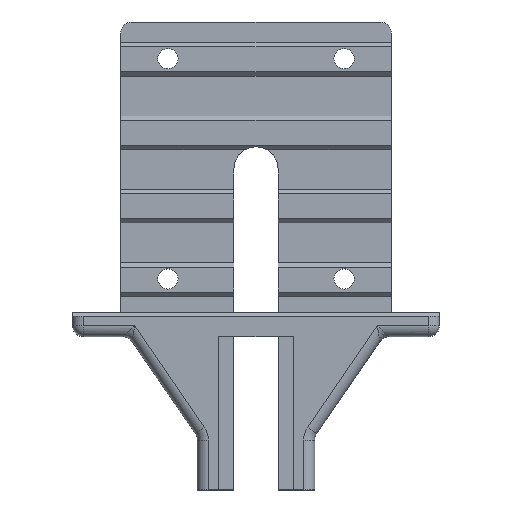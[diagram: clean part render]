
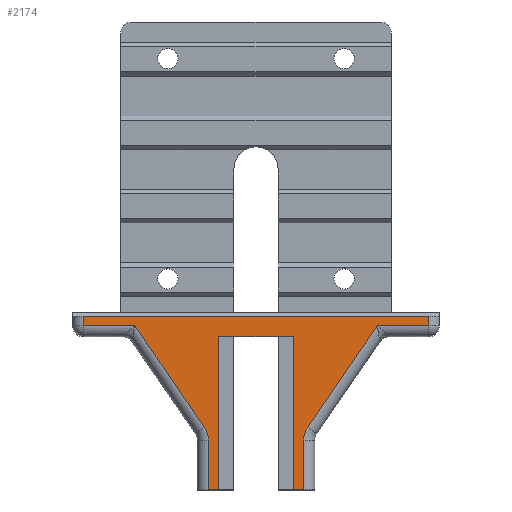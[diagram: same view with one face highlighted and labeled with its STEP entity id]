
A CAD part, top view. The second image highlights one B-rep face of the part: STEP entity #2174.
In plain terms, the highlighted planar face has unit normal (0, 0, 1).
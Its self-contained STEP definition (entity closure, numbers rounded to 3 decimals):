
#186=FACE_OUTER_BOUND('',#314,.T.);
#314=EDGE_LOOP('',(#1892,#1893,#1894,#1895,#1896,#1897,#1898,#1899,#1900,
#1901,#1902,#1903,#1904,#1905,#1906,#1907));
#420=CIRCLE('',#2346,6.);
#429=CIRCLE('',#2362,6.);
#508=LINE('',#3237,#719);
#514=LINE('',#3251,#725);
#536=LINE('',#3303,#747);
#569=LINE('',#3449,#780);
#584=LINE('',#3553,#795);
#586=LINE('',#3560,#797);
#595=LINE('',#3712,#806);
#597=LINE('',#3719,#808);
#603=LINE('',#3743,#814);
#609=LINE('',#3788,#820);
#612=LINE('',#3795,#823);
#637=LINE('',#3862,#848);
#638=LINE('',#3863,#849);
#639=LINE('',#3864,#850);
#719=VECTOR('',#2534,10.);
#725=VECTOR('',#2546,10.);
#747=VECTOR('',#2600,10.);
#780=VECTOR('',#2709,10.);
#795=VECTOR('',#2744,10.);
#797=VECTOR('',#2752,10.);
#806=VECTOR('',#2801,10.);
#808=VECTOR('',#2809,10.);
#814=VECTOR('',#2839,10.);
#820=VECTOR('',#2885,10.);
#823=VECTOR('',#2892,10.);
#848=VECTOR('',#2949,10.);
#849=VECTOR('',#2950,10.);
#850=VECTOR('',#2951,10.);
#943=VERTEX_POINT('',#3234);
#944=VERTEX_POINT('',#3236);
#948=VERTEX_POINT('',#3248);
#949=VERTEX_POINT('',#3250);
#962=VERTEX_POINT('',#3300);
#963=VERTEX_POINT('',#3302);
#993=VERTEX_POINT('',#3477);
#1008=VERTEX_POINT('',#3552);
#1010=VERTEX_POINT('',#3558);
#1018=VERTEX_POINT('',#3636);
#1026=VERTEX_POINT('',#3711);
#1028=VERTEX_POINT('',#3717);
#1034=VERTEX_POINT('',#3741);
#1035=VERTEX_POINT('',#3746);
#1042=VERTEX_POINT('',#3783);
#1043=VERTEX_POINT('',#3791);
#1154=EDGE_CURVE('',#944,#943,#508,.T.);
#1161=EDGE_CURVE('',#948,#949,#514,.T.);
#1186=EDGE_CURVE('',#962,#963,#536,.T.);
#1238=EDGE_CURVE('',#962,#944,#569,.F.);
#1261=EDGE_CURVE('',#993,#1008,#584,.T.);
#1265=EDGE_CURVE('',#1010,#993,#586,.T.);
#1291=EDGE_CURVE('',#1018,#1026,#595,.T.);
#1295=EDGE_CURVE('',#1028,#1018,#597,.T.);
#1307=EDGE_CURVE('',#1034,#1010,#603,.T.);
#1309=EDGE_CURVE('',#1008,#1035,#420,.T.);
#1323=EDGE_CURVE('',#1042,#1028,#429,.T.);
#1325=EDGE_CURVE('',#963,#1042,#609,.T.);
#1329=EDGE_CURVE('',#1026,#1043,#612,.T.);
#1359=EDGE_CURVE('',#943,#949,#637,.F.);
#1360=EDGE_CURVE('',#1035,#948,#638,.T.);
#1361=EDGE_CURVE('',#1034,#1043,#639,.T.);
#1892=ORIENTED_EDGE('',*,*,#1186,.F.);
#1893=ORIENTED_EDGE('',*,*,#1238,.T.);
#1894=ORIENTED_EDGE('',*,*,#1154,.T.);
#1895=ORIENTED_EDGE('',*,*,#1359,.T.);
#1896=ORIENTED_EDGE('',*,*,#1161,.F.);
#1897=ORIENTED_EDGE('',*,*,#1360,.F.);
#1898=ORIENTED_EDGE('',*,*,#1309,.F.);
#1899=ORIENTED_EDGE('',*,*,#1261,.F.);
#1900=ORIENTED_EDGE('',*,*,#1265,.F.);
#1901=ORIENTED_EDGE('',*,*,#1307,.F.);
#1902=ORIENTED_EDGE('',*,*,#1361,.T.);
#1903=ORIENTED_EDGE('',*,*,#1329,.F.);
#1904=ORIENTED_EDGE('',*,*,#1291,.F.);
#1905=ORIENTED_EDGE('',*,*,#1295,.F.);
#1906=ORIENTED_EDGE('',*,*,#1323,.F.);
#1907=ORIENTED_EDGE('',*,*,#1325,.F.);
#2064=PLANE('',#2382);
#2174=ADVANCED_FACE('',(#186),#2064,.T.);
#2346=AXIS2_PLACEMENT_3D('',#3747,#2843,#2844);
#2362=AXIS2_PLACEMENT_3D('',#3785,#2879,#2880);
#2382=AXIS2_PLACEMENT_3D('',#3861,#2947,#2948);
#2534=DIRECTION('',(1.,0.,0.));
#2546=DIRECTION('',(-1.,0.,0.));
#2600=DIRECTION('',(-1.,0.,0.));
#2709=DIRECTION('',(0.,-1.,0.));
#2744=DIRECTION('',(-0.565,-0.825,0.));
#2752=DIRECTION('',(-1.,0.,0.));
#2801=DIRECTION('',(-1.,0.,0.));
#2809=DIRECTION('',(-0.565,0.825,0.));
#2839=DIRECTION('',(0.,-1.,0.));
#2843=DIRECTION('center_axis',(0.,0.,1.));
#2844=DIRECTION('ref_axis',(-0.955,0.296,0.));
#2879=DIRECTION('center_axis',(0.,0.,1.));
#2880=DIRECTION('ref_axis',(0.955,0.296,0.));
#2885=DIRECTION('',(0.,1.,0.));
#2892=DIRECTION('',(0.,1.,0.));
#2947=DIRECTION('center_axis',(0.,0.,1.));
#2948=DIRECTION('ref_axis',(1.,0.,0.));
#2949=DIRECTION('',(0.,1.,0.));
#2950=DIRECTION('',(0.,-1.,0.));
#2951=DIRECTION('',(-1.,0.,0.));
#3234=CARTESIAN_POINT('',(10.1,-12.25,25.6));
#3236=CARTESIAN_POINT('',(-10.1,-12.25,25.6));
#3237=CARTESIAN_POINT('',(17.325,-12.25,25.6));
#3248=CARTESIAN_POINT('',(13.,-54.,25.6));
#3250=CARTESIAN_POINT('',(10.1,-54.,25.6));
#3251=CARTESIAN_POINT('',(0.,-54.,25.6));
#3300=CARTESIAN_POINT('',(-10.1,-54.,25.6));
#3302=CARTESIAN_POINT('',(-13.,-54.,25.6));
#3303=CARTESIAN_POINT('',(0.,-54.,25.6));
#3449=CARTESIAN_POINT('',(-10.1,-56.813,25.6));
#3477=CARTESIAN_POINT('',(33.069,-9.25,25.6));
#3552=CARTESIAN_POINT('',(14.049,-37.04,25.6));
#3553=CARTESIAN_POINT('',(10.827,-41.747,25.6));
#3558=CARTESIAN_POINT('',(47.,-9.25,25.6));
#3560=CARTESIAN_POINT('',(17.325,-9.25,25.6));
#3636=CARTESIAN_POINT('',(-33.069,-9.25,25.6));
#3711=CARTESIAN_POINT('',(-47.,-9.25,25.6));
#3712=CARTESIAN_POINT('',(17.325,-9.25,25.6));
#3717=CARTESIAN_POINT('',(-14.049,-37.04,25.6));
#3719=CARTESIAN_POINT('',(-21.264,-26.497,25.6));
#3741=CARTESIAN_POINT('',(47.,-6.75,25.6));
#3743=CARTESIAN_POINT('',(47.,-26.188,25.6));
#3746=CARTESIAN_POINT('',(13.,-40.428,25.6));
#3747=CARTESIAN_POINT('Origin',(19.,-40.428,25.6));
#3783=CARTESIAN_POINT('',(-13.,-40.428,25.6));
#3785=CARTESIAN_POINT('Origin',(-19.,-40.428,25.6));
#3788=CARTESIAN_POINT('',(-13.,-39.813,25.6));
#3791=CARTESIAN_POINT('',(-47.,-6.75,25.6));
#3795=CARTESIAN_POINT('',(-47.,-23.438,25.6));
#3861=CARTESIAN_POINT('Origin',(0.,-40.125,25.6));
#3862=CARTESIAN_POINT('',(10.1,-26.188,25.6));
#3863=CARTESIAN_POINT('',(13.,-56.813,25.6));
#3864=CARTESIAN_POINT('',(50.,-6.75,25.6));
